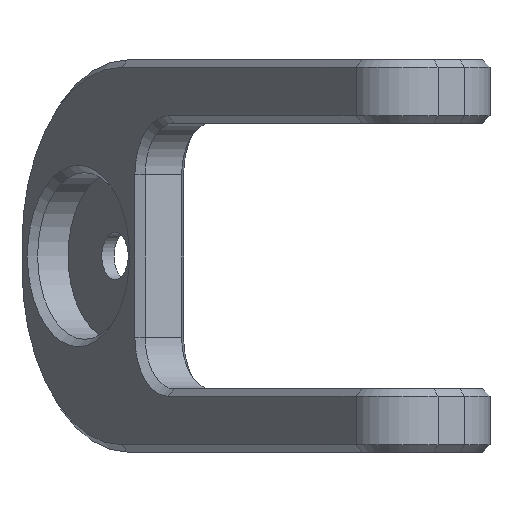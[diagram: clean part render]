
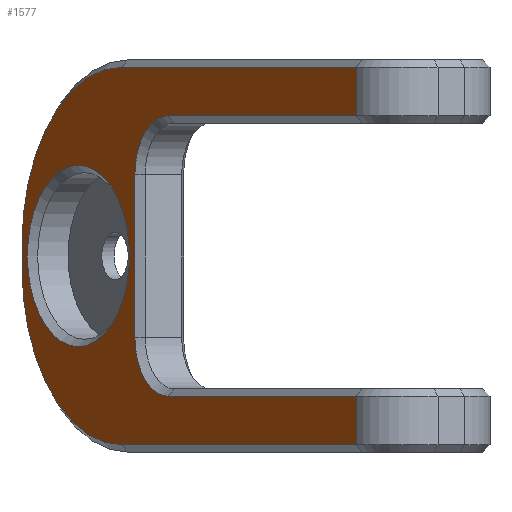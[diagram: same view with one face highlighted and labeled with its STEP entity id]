
A CAD part, left-side view. The second image highlights one B-rep face of the part: STEP entity #1577.
In plain terms, the highlighted planar face has unit normal (-0.563, 0.827, 0).
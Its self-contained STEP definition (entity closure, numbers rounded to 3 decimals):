
#67=FACE_BOUND('',#294,.T.);
#103=CIRCLE('',#1704,12.);
#105=CIRCLE('',#1708,12.);
#114=CIRCLE('',#1731,4.);
#115=CIRCLE('',#1732,4.);
#116=CIRCLE('',#1733,6.152);
#188=FACE_OUTER_BOUND('',#293,.T.);
#293=EDGE_LOOP('',(#1288,#1289,#1290,#1291,#1292,#1293,#1294,#1295,#1296,
#1297,#1298,#1299));
#294=EDGE_LOOP('',(#1300));
#425=LINE('',#2511,#588);
#427=LINE('',#2520,#590);
#432=LINE('',#2532,#595);
#450=LINE('',#2586,#613);
#451=LINE('',#2588,#614);
#452=LINE('',#2592,#615);
#453=LINE('',#2596,#616);
#454=LINE('',#2597,#617);
#588=VECTOR('',#2020,10.);
#590=VECTOR('',#2030,10.);
#595=VECTOR('',#2043,10.);
#613=VECTOR('',#2103,10.);
#614=VECTOR('',#2104,10.);
#615=VECTOR('',#2107,10.);
#616=VECTOR('',#2110,10.);
#617=VECTOR('',#2111,10.);
#745=VERTEX_POINT('',#2505);
#746=VERTEX_POINT('',#2509);
#747=VERTEX_POINT('',#2513);
#749=VERTEX_POINT('',#2519);
#751=VERTEX_POINT('',#2525);
#752=VERTEX_POINT('',#2530);
#767=VERTEX_POINT('',#2585);
#768=VERTEX_POINT('',#2587);
#769=VERTEX_POINT('',#2589);
#770=VERTEX_POINT('',#2591);
#771=VERTEX_POINT('',#2593);
#772=VERTEX_POINT('',#2595);
#773=VERTEX_POINT('',#2598);
#915=EDGE_CURVE('',#745,#746,#425,.T.);
#918=EDGE_CURVE('',#746,#747,#103,.T.);
#919=EDGE_CURVE('',#747,#749,#427,.T.);
#924=EDGE_CURVE('',#749,#751,#105,.T.);
#926=EDGE_CURVE('',#751,#752,#432,.T.);
#952=EDGE_CURVE('',#767,#745,#450,.T.);
#953=EDGE_CURVE('',#768,#767,#451,.T.);
#954=EDGE_CURVE('',#769,#768,#114,.T.);
#955=EDGE_CURVE('',#770,#769,#452,.T.);
#956=EDGE_CURVE('',#771,#770,#115,.T.);
#957=EDGE_CURVE('',#772,#771,#453,.T.);
#958=EDGE_CURVE('',#772,#752,#454,.T.);
#959=EDGE_CURVE('',#773,#773,#116,.T.);
#1288=ORIENTED_EDGE('',*,*,#915,.F.);
#1289=ORIENTED_EDGE('',*,*,#952,.F.);
#1290=ORIENTED_EDGE('',*,*,#953,.F.);
#1291=ORIENTED_EDGE('',*,*,#954,.F.);
#1292=ORIENTED_EDGE('',*,*,#955,.F.);
#1293=ORIENTED_EDGE('',*,*,#956,.F.);
#1294=ORIENTED_EDGE('',*,*,#957,.F.);
#1295=ORIENTED_EDGE('',*,*,#958,.T.);
#1296=ORIENTED_EDGE('',*,*,#926,.F.);
#1297=ORIENTED_EDGE('',*,*,#924,.F.);
#1298=ORIENTED_EDGE('',*,*,#919,.F.);
#1299=ORIENTED_EDGE('',*,*,#918,.F.);
#1300=ORIENTED_EDGE('',*,*,#959,.F.);
#1502=PLANE('',#1730);
#1577=ADVANCED_FACE('',(#188,#67),#1502,.T.);
#1704=AXIS2_PLACEMENT_3D('',#2517,#2026,#2027);
#1708=AXIS2_PLACEMENT_3D('',#2528,#2038,#2039);
#1730=AXIS2_PLACEMENT_3D('',#2584,#2101,#2102);
#1731=AXIS2_PLACEMENT_3D('',#2590,#2105,#2106);
#1732=AXIS2_PLACEMENT_3D('',#2594,#2108,#2109);
#1733=AXIS2_PLACEMENT_3D('',#2599,#2112,#2113);
#2020=DIRECTION('',(0.827,0.563,0.));
#2026=DIRECTION('center_axis',(0.563,-0.827,0.));
#2027=DIRECTION('ref_axis',(0.585,0.398,-0.707));
#2030=DIRECTION('',(0.,0.,1.));
#2038=DIRECTION('center_axis',(0.563,-0.827,0.));
#2039=DIRECTION('ref_axis',(0.585,0.398,0.707));
#2043=DIRECTION('',(-0.827,-0.563,0.));
#2101=DIRECTION('center_axis',(-0.563,0.827,0.));
#2102=DIRECTION('ref_axis',(-0.827,-0.563,0.));
#2103=DIRECTION('',(0.,0.,-1.));
#2104=DIRECTION('',(-0.827,-0.563,0.));
#2105=DIRECTION('center_axis',(-0.563,0.827,0.));
#2106=DIRECTION('ref_axis',(0.827,0.563,0.));
#2107=DIRECTION('',(0.,0.,-1.));
#2108=DIRECTION('center_axis',(-0.563,0.827,0.));
#2109=DIRECTION('ref_axis',(0.,0.,1.));
#2110=DIRECTION('',(0.827,0.563,0.));
#2111=DIRECTION('',(0.,0.,1.));
#2112=DIRECTION('center_axis',(-0.563,0.827,0.));
#2113=DIRECTION('ref_axis',(-0.827,-0.563,0.));
#2505=CARTESIAN_POINT('',(1.719,15.577,2.6));
#2509=CARTESIAN_POINT('',(25.082,31.476,2.6));
#2511=CARTESIAN_POINT('',(7.663,19.622,2.6));
#2513=CARTESIAN_POINT('',(35.002,38.228,14.6));
#2517=CARTESIAN_POINT('Origin',(25.082,31.476,14.6));
#2519=CARTESIAN_POINT('',(35.002,38.228,16.2));
#2520=CARTESIAN_POINT('',(35.002,38.228,9.25));
#2525=CARTESIAN_POINT('',(25.082,31.476,28.2));
#2528=CARTESIAN_POINT('Origin',(25.082,31.476,16.2));
#2530=CARTESIAN_POINT('',(1.719,15.577,28.2));
#2532=CARTESIAN_POINT('',(20.915,28.641,28.2));
#2584=CARTESIAN_POINT('Origin',(16.914,25.918,15.4));
#2585=CARTESIAN_POINT('',(1.719,15.577,5.891));
#2586=CARTESIAN_POINT('',(1.719,15.577,21.75));
#2587=CARTESIAN_POINT('',(20.448,28.323,5.891));
#2588=CARTESIAN_POINT('',(18.681,27.12,5.891));
#2589=CARTESIAN_POINT('',(23.755,30.573,9.891));
#2590=CARTESIAN_POINT('Origin',(20.448,28.323,9.891));
#2591=CARTESIAN_POINT('',(23.755,30.573,20.909));
#2592=CARTESIAN_POINT('',(23.755,30.573,18.154));
#2593=CARTESIAN_POINT('',(20.448,28.323,24.909));
#2594=CARTESIAN_POINT('Origin',(20.448,28.323,20.909));
#2595=CARTESIAN_POINT('',(1.719,15.577,24.909));
#2596=CARTESIAN_POINT('',(7.663,19.622,24.909));
#2597=CARTESIAN_POINT('',(1.719,15.577,27.7));
#2598=CARTESIAN_POINT('',(34.464,37.862,15.4));
#2599=CARTESIAN_POINT('Origin',(29.378,34.401,15.4));
